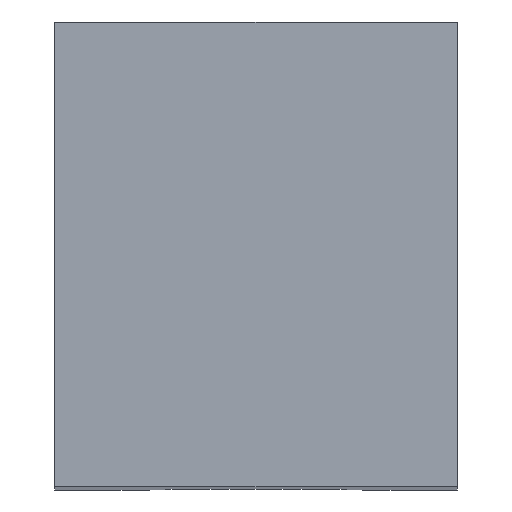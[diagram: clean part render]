
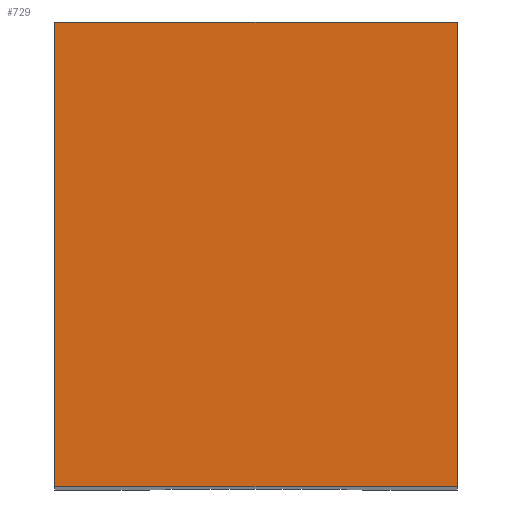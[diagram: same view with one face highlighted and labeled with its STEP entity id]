
A CAD part, top view. The second image highlights one B-rep face of the part: STEP entity #729.
In plain terms, the highlighted planar face has unit normal (0, 0, 1).
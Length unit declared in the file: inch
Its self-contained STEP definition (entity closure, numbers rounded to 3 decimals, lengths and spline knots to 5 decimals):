
#71=DIRECTION('',(0.,-1.,0.));
#72=VECTOR('',#71,1.181);
#73=CARTESIAN_POINT('',(-0.512,1.181,5.394));
#74=LINE('',#73,#72);
#214=DIRECTION('',(0.,-1.,0.));
#215=VECTOR('',#214,1.181);
#216=CARTESIAN_POINT('',(0.512,1.181,5.394));
#217=LINE('',#216,#215);
#284=DIRECTION('',(1.,0.,0.));
#285=VECTOR('',#284,1.024);
#286=CARTESIAN_POINT('',(-0.512,0.,5.394));
#287=LINE('',#286,#285);
#320=DIRECTION('',(1.,0.,0.));
#321=VECTOR('',#320,1.024);
#322=CARTESIAN_POINT('',(-0.512,1.181,5.394));
#323=LINE('',#322,#321);
#424=CARTESIAN_POINT('',(-0.512,1.181,5.394));
#426=VERTEX_POINT('',#424);
#427=CARTESIAN_POINT('',(-0.512,0.,5.394));
#428=VERTEX_POINT('',#427);
#430=CARTESIAN_POINT('',(0.512,1.181,5.394));
#432=VERTEX_POINT('',#430);
#433=CARTESIAN_POINT('',(0.512,0.,5.394));
#434=VERTEX_POINT('',#433);
#717=CARTESIAN_POINT('',(-0.512,1.181,5.394));
#718=DIRECTION('',(0.,0.,1.));
#719=DIRECTION('',(0.,-1.,0.));
#720=AXIS2_PLACEMENT_3D('',#717,#718,#719);
#721=PLANE('',#720);
#722=ORIENTED_EDGE('',*,*,#506,.F.);
#724=ORIENTED_EDGE('',*,*,#723,.T.);
#725=ORIENTED_EDGE('',*,*,#616,.T.);
#726=ORIENTED_EDGE('',*,*,#703,.F.);
#727=EDGE_LOOP('',(#722,#724,#725,#726));
#728=FACE_OUTER_BOUND('',#727,.F.);
#506=EDGE_CURVE('',#426,#428,#74,.T.);
#616=EDGE_CURVE('',#432,#434,#217,.T.);
#703=EDGE_CURVE('',#428,#434,#287,.T.);
#723=EDGE_CURVE('',#426,#432,#323,.T.);
#729=ADVANCED_FACE('',(#728),#721,.T.);
